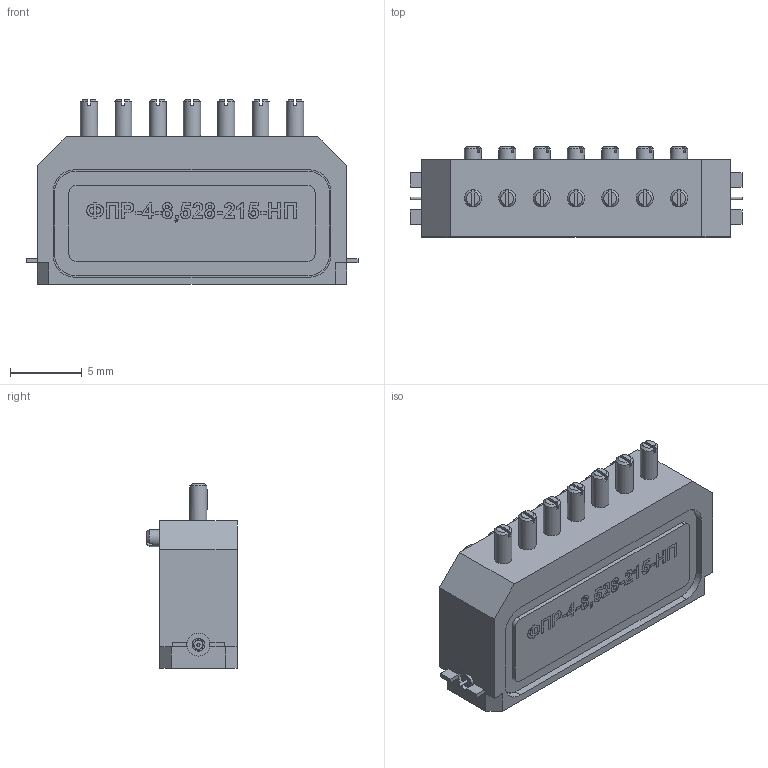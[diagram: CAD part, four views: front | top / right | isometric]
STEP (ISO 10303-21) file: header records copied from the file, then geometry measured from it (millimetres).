
FILE_DESCRIPTION(('STEP AP203'), '1');
FILE_NAME('ÍØÁÀ.468844.091_Ôèëüòð ÔÏÐ-4-8,528-215-ÍÏ', '', ('UNSPECIFIED'), ('UNSPECIFIED'), 'ASCON STEP Converter 1.6', 'ASCON Math Kernel', '');
FILE_SCHEMA(('CONFIG_CONTROL_DESIGN'));
Length unit declared in the file: millimetre
Products named in the file (1): НШБА.468844.091_Фильтр ФПР-4-8,528-215-НП
Bounding box: 23.2 x 6.3 x 12.9 mm (x, y, z)
Volume: 1141.6 mm3; surface area: 1001.9 mm2
Topology: 1 solids, 1 shells, 638 faces, 1670 edges, 1112 vertices
Faces by surface type: plane 427, bspline 119, cylinder 64, cone 28
Full cylindrical faces by diameter (mm): 0.2 x2, 0.22 x2, 0.64 x2, 0.66 x2, 0.86 x2, 0.9 x2, 1.2 x14, 1.6 x2
Entity records: 37961 total; most frequent: CARTESIAN_POINT 18212, ORIENTED_EDGE 3276, DIRECTION 2437, EDGE_CURVE 1638, VERTEX_POINT 1110, LINE 1035, VECTOR 1035, EDGE_LOOP 748
